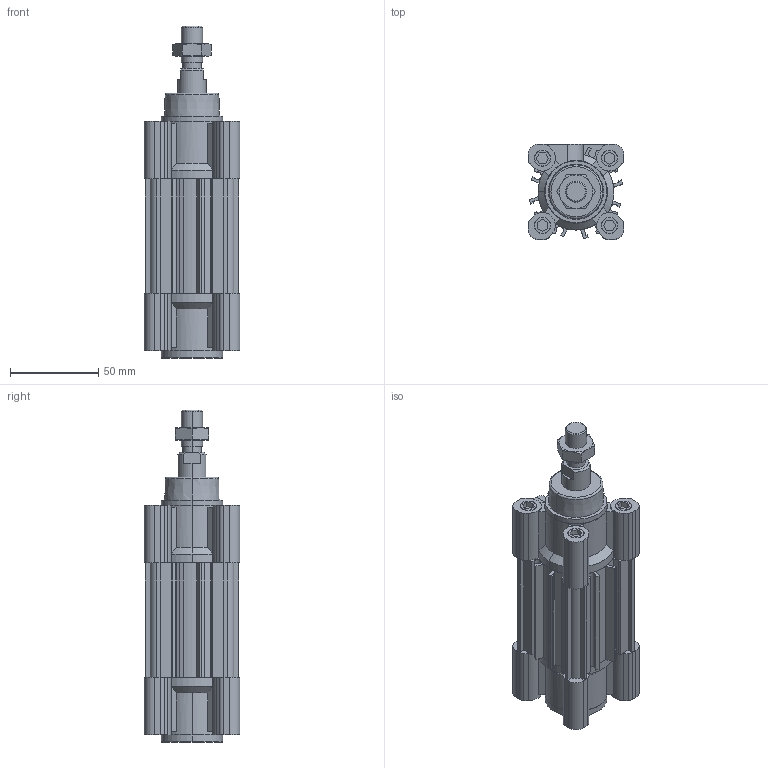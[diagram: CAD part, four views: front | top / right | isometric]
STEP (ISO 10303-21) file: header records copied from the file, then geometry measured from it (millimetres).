
FILE_DESCRIPTION (( 'STEP AP214' ), '1' );
FILE_NAME ('CP96SDB40-25C.step.step', '2015-09-28T11:07:15', ( 'Windows User' ), ( '' ), 'SwSTEP 2.0', 'SolidWorks 2015', '' );
FILE_SCHEMA (( 'AUTOMOTIVE_DESIGN' ));
Length unit declared in the file: millimetre
Products named in the file (7): CP96SDB40-25C.step_Cylinder_Tube_40; CP96SDB40-25C.step_Rod_Nut_12x1.25; CP96SDB40-25C.step; CP96SDB40-25C.step_C96_Rod_40; CP96SDB40-25C.step_40_Rod_Cover; CP96SDB40-25C.step_40_Head_Cover; CP96SDB40-25C.step_Tie-rod_40
Assembly tree (9 placements, depth 2):
  CP96SDB40-25C.step
    CP96SDB40-25C.step_Cylinder_Tube_40
    CP96SDB40-25C.step_C96_Rod_40
    CP96SDB40-25C.step_40_Rod_Cover
    CP96SDB40-25C.step_40_Head_Cover
    CP96SDB40-25C.step_Tie-rod_40  x4
    CP96SDB40-25C.step_Rod_Nut_12x1.25
Bounding box: 54 x 54 x 188 mm (x, y, z)
Volume: 264257.5 mm3; surface area: 96087.5 mm2
Topology: 9 solids, 9 shells, 500 faces, 1288 edges, 840 vertices
Faces by surface type: plane 270, cylinder 170, cone 56, torus 4
Entity records: 13452 total; most frequent: CARTESIAN_POINT 2526, DIRECTION 2278, ORIENTED_EDGE 2196, EDGE_CURVE 1098, AXIS2_PLACEMENT_3D 804, VERTEX_POINT 720, VECTOR 670, LINE 670
